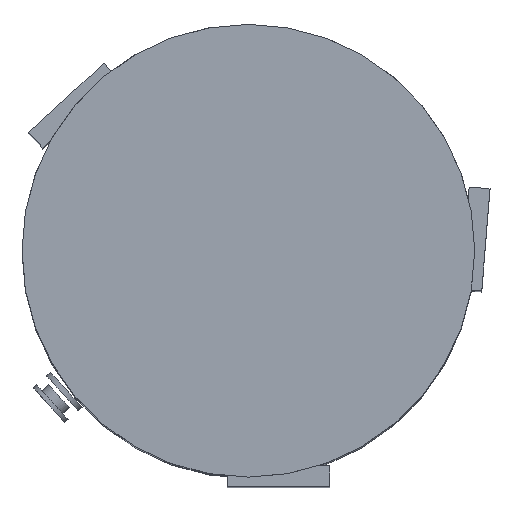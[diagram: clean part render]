
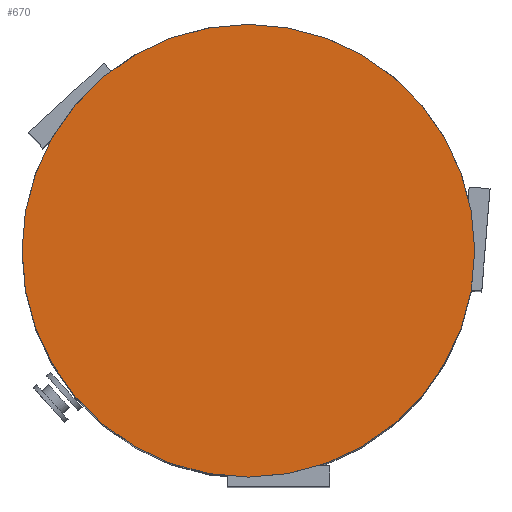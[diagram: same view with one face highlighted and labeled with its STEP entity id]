
A CAD part, top view. The second image highlights one B-rep face of the part: STEP entity #670.
In plain terms, the highlighted planar face has unit normal (0, 0, 1).
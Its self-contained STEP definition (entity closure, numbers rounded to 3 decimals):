
#58=PLANE('',#809);
#105=FACE_OUTER_BOUND('',#156,.T.);
#156=EDGE_LOOP('',(#551));
#319=CIRCLE('',#807,21.614);
#351=VERTEX_POINT('',#1180);
#421=EDGE_CURVE('',#351,#351,#319,.T.);
#551=ORIENTED_EDGE('',*,*,#421,.T.);
#670=ADVANCED_FACE('',(#105),#58,.T.);
#807=AXIS2_PLACEMENT_3D('',#1181,#972,#973);
#809=AXIS2_PLACEMENT_3D('',#1185,#977,#978);
#972=DIRECTION('center_axis',(0.,0.,1.));
#973=DIRECTION('ref_axis',(-1.,0.,0.));
#977=DIRECTION('center_axis',(0.,0.,1.));
#978=DIRECTION('ref_axis',(-1.,0.,0.));
#1180=CARTESIAN_POINT('',(21.614,0.,-419.));
#1181=CARTESIAN_POINT('Origin',(0.,0.,-419.));
#1185=CARTESIAN_POINT('Origin',(0.,0.,-419.));
